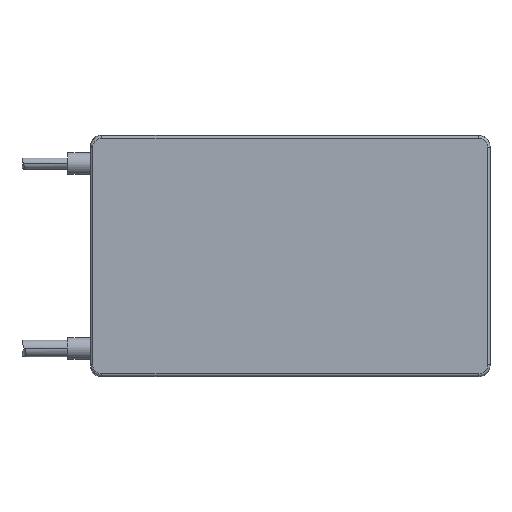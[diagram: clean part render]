
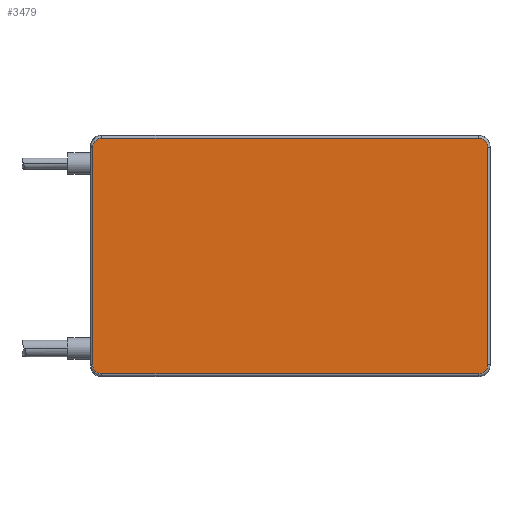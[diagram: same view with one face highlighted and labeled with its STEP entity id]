
A CAD part, front view. The second image highlights one B-rep face of the part: STEP entity #3479.
In plain terms, the highlighted planar face has unit normal (0, -1, 0).
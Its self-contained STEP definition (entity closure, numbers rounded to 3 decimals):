
#37=CARTESIAN_POINT('',(150.167,-7.85,-51.668));
#38=CARTESIAN_POINT('',(150.401,-7.85,-51.668));
#39=CARTESIAN_POINT('',(150.862,-7.85,-51.628));
#40=CARTESIAN_POINT('',(151.541,-7.85,-51.446));
#41=CARTESIAN_POINT('',(152.176,-7.85,-51.15));
#42=CARTESIAN_POINT('',(152.751,-7.85,-50.748));
#43=CARTESIAN_POINT('',(153.247,-7.85,-50.252));
#44=CARTESIAN_POINT('',(153.649,-7.85,-49.677));
#45=CARTESIAN_POINT('',(153.945,-7.85,-49.042));
#46=CARTESIAN_POINT('',(154.126,-7.85,-48.363));
#47=CARTESIAN_POINT('',(154.166,-7.85,-47.902));
#48=CARTESIAN_POINT('',(154.167,-7.85,-47.668));
#50=DIRECTION('',(1.,0.,0.));
#51=VECTOR('',#50,165.);
#52=CARTESIAN_POINT('',(-14.834,-7.85,-51.668));
#53=LINE('',#52,#51);
#54=CARTESIAN_POINT('',(-18.834,-7.85,-47.668));
#55=CARTESIAN_POINT('',(-18.833,-7.85,-47.902));
#56=CARTESIAN_POINT('',(-18.793,-7.85,-48.364));
#57=CARTESIAN_POINT('',(-18.612,-7.85,-49.042));
#58=CARTESIAN_POINT('',(-18.315,-7.85,-49.678));
#59=CARTESIAN_POINT('',(-17.913,-7.85,-50.252));
#60=CARTESIAN_POINT('',(-17.417,-7.85,-50.748));
#61=CARTESIAN_POINT('',(-16.843,-7.85,-51.15));
#62=CARTESIAN_POINT('',(-16.208,-7.85,-51.447));
#63=CARTESIAN_POINT('',(-15.529,-7.85,-51.628));
#64=CARTESIAN_POINT('',(-15.068,-7.85,-51.668));
#65=CARTESIAN_POINT('',(-14.834,-7.85,-51.668));
#67=CARTESIAN_POINT('',(-14.834,-7.85,51.668));
#68=CARTESIAN_POINT('',(-15.068,-7.85,51.668));
#69=CARTESIAN_POINT('',(-15.529,-7.85,51.628));
#70=CARTESIAN_POINT('',(-16.208,-7.85,51.446));
#71=CARTESIAN_POINT('',(-16.843,-7.85,51.15));
#72=CARTESIAN_POINT('',(-17.418,-7.85,50.748));
#73=CARTESIAN_POINT('',(-17.914,-7.85,50.252));
#74=CARTESIAN_POINT('',(-18.316,-7.85,49.677));
#75=CARTESIAN_POINT('',(-18.612,-7.85,49.042));
#76=CARTESIAN_POINT('',(-18.793,-7.85,48.363));
#77=CARTESIAN_POINT('',(-18.833,-7.85,47.902));
#78=CARTESIAN_POINT('',(-18.834,-7.85,47.668));
#80=DIRECTION('',(-1.,0.,0.));
#81=VECTOR('',#80,165.);
#82=CARTESIAN_POINT('',(150.167,-7.85,51.668));
#83=LINE('',#82,#81);
#84=CARTESIAN_POINT('',(154.167,-7.85,47.668));
#85=CARTESIAN_POINT('',(154.166,-7.85,47.902));
#86=CARTESIAN_POINT('',(154.126,-7.85,48.364));
#87=CARTESIAN_POINT('',(153.945,-7.85,49.042));
#88=CARTESIAN_POINT('',(153.648,-7.85,49.678));
#89=CARTESIAN_POINT('',(153.246,-7.85,50.252));
#90=CARTESIAN_POINT('',(152.75,-7.85,50.748));
#91=CARTESIAN_POINT('',(152.176,-7.85,51.15));
#92=CARTESIAN_POINT('',(151.541,-7.85,51.447));
#93=CARTESIAN_POINT('',(150.862,-7.85,51.628));
#94=CARTESIAN_POINT('',(150.401,-7.85,51.668));
#95=CARTESIAN_POINT('',(150.167,-7.85,51.668));
#97=DIRECTION('',(0.,0.,1.));
#98=VECTOR('',#97,95.335);
#99=CARTESIAN_POINT('',(154.167,-7.85,-47.668));
#100=LINE('',#99,#98);
#738=DIRECTION('',(0.,0.,-1.));
#739=VECTOR('',#738,95.335);
#740=CARTESIAN_POINT('',(-18.834,-7.85,47.668));
#741=LINE('',#740,#739);
#3103=VERTEX_POINT('',#37);
#3104=VERTEX_POINT('',#48);
#3105=CARTESIAN_POINT('',(154.167,-7.85,47.668));
#3106=VERTEX_POINT('',#3105);
#3107=VERTEX_POINT('',#95);
#3108=CARTESIAN_POINT('',(-14.834,-7.85,51.668));
#3109=VERTEX_POINT('',#3108);
#3114=VERTEX_POINT('',#78);
#3115=VERTEX_POINT('',#54);
#3116=VERTEX_POINT('',#65);
#3456=CARTESIAN_POINT('',(67.667,-7.85,0.));
#3457=DIRECTION('',(0.,1.,0.));
#3458=DIRECTION('',(-1.,0.,0.));
#3459=AXIS2_PLACEMENT_3D('',#3456,#3457,#3458);
#3460=PLANE('',#3459);
#3462=ORIENTED_EDGE('',*,*,#3461,.F.);
#3464=ORIENTED_EDGE('',*,*,#3463,.F.);
#3466=ORIENTED_EDGE('',*,*,#3465,.F.);
#3468=ORIENTED_EDGE('',*,*,#3467,.F.);
#3470=ORIENTED_EDGE('',*,*,#3469,.F.);
#3472=ORIENTED_EDGE('',*,*,#3471,.F.);
#3474=ORIENTED_EDGE('',*,*,#3473,.F.);
#3476=ORIENTED_EDGE('',*,*,#3475,.F.);
#3477=EDGE_LOOP('',(#3462,#3464,#3466,#3468,#3470,#3472,#3474,#3476));
#3478=FACE_OUTER_BOUND('',#3477,.F.);
#3479=ADVANCED_FACE('',(#3478),#3460,.F.);
#49=B_SPLINE_CURVE_WITH_KNOTS('',3,(#37,#38,#39,#40,#41,#42,#43,#44,#45,#46,#47,
#48),.UNSPECIFIED.,.F.,.F.,(4,1,1,1,1,1,1,1,1,4),(0.,0.111,
0.222,0.333,0.444,0.556,
0.667,0.778,0.889,1.),.UNSPECIFIED.);
#66=B_SPLINE_CURVE_WITH_KNOTS('',3,(#54,#55,#56,#57,#58,#59,#60,#61,#62,#63,#64,
#65),.UNSPECIFIED.,.F.,.F.,(4,1,1,1,1,1,1,1,1,4),(0.,0.111,
0.222,0.333,0.444,0.556,
0.667,0.778,0.889,1.),.UNSPECIFIED.);
#79=B_SPLINE_CURVE_WITH_KNOTS('',3,(#67,#68,#69,#70,#71,#72,#73,#74,#75,#76,#77,
#78),.UNSPECIFIED.,.F.,.F.,(4,1,1,1,1,1,1,1,1,4),(0.,0.111,
0.222,0.333,0.444,0.556,
0.667,0.778,0.889,1.),.UNSPECIFIED.);
#96=B_SPLINE_CURVE_WITH_KNOTS('',3,(#84,#85,#86,#87,#88,#89,#90,#91,#92,#93,#94,
#95),.UNSPECIFIED.,.F.,.F.,(4,1,1,1,1,1,1,1,1,4),(0.,0.111,
0.222,0.333,0.444,0.556,
0.667,0.778,0.889,1.),.UNSPECIFIED.);
#3461=EDGE_CURVE('',#3103,#3104,#49,.T.);
#3463=EDGE_CURVE('',#3116,#3103,#53,.T.);
#3465=EDGE_CURVE('',#3115,#3116,#66,.T.);
#3467=EDGE_CURVE('',#3114,#3115,#741,.T.);
#3469=EDGE_CURVE('',#3109,#3114,#79,.T.);
#3471=EDGE_CURVE('',#3107,#3109,#83,.T.);
#3473=EDGE_CURVE('',#3106,#3107,#96,.T.);
#3475=EDGE_CURVE('',#3104,#3106,#100,.T.);
